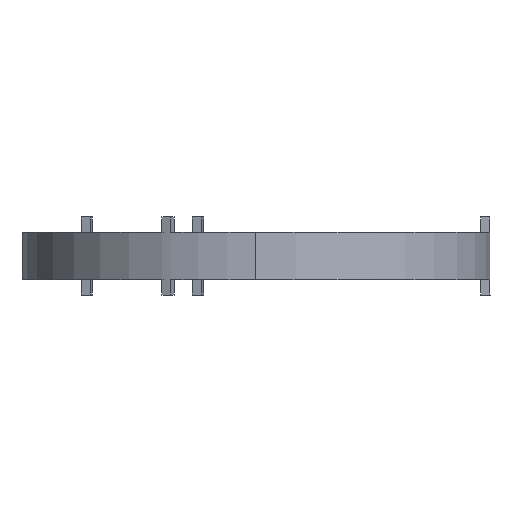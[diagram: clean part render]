
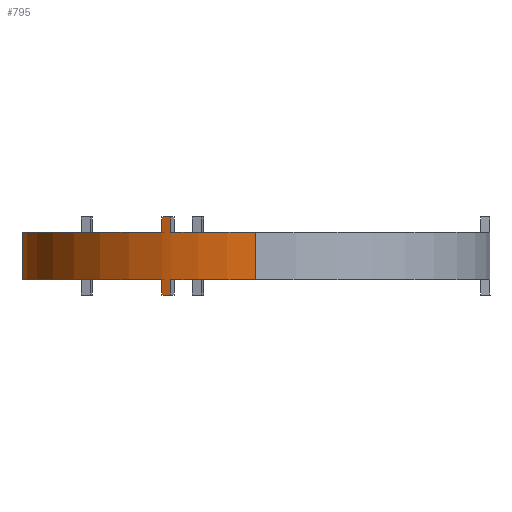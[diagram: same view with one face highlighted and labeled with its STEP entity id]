
A CAD part, left-side view. The second image highlights one B-rep face of the part: STEP entity #795.
In plain terms, the highlighted cylindrical face has radius 152.316 mm (diameter 304.632 mm), a partial arc.
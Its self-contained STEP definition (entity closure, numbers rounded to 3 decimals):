
#8 = CARTESIAN_POINT ( 'NONE',  ( -139.497, 61.162, 25.1 ) ) ;
#28 = ORIENTED_EDGE ( 'NONE', *, *, #1789, .T. ) ;
#69 = AXIS2_PLACEMENT_3D ( 'NONE', #1752, #1560, #1589 ) ;
#79 = DIRECTION ( 'NONE',  ( 0., 1., 0. ) ) ;
#80 = ORIENTED_EDGE ( 'NONE', *, *, #816, .F. ) ;
#95 = ORIENTED_EDGE ( 'NONE', *, *, #641, .F. ) ;
#117 = CARTESIAN_POINT ( 'NONE',  ( 0., 0., -15.7 ) ) ;
#159 = CARTESIAN_POINT ( 'NONE',  ( -139.497, 61.162, -25.7 ) ) ;
#172 = EDGE_CURVE ( 'NONE', #384, #995, #985, .T. ) ;
#192 = ORIENTED_EDGE ( 'NONE', *, *, #912, .F. ) ;
#226 = CARTESIAN_POINT ( 'NONE',  ( -141.887, 55.391, -15.7 ) ) ;
#253 = DIRECTION ( 'NONE',  ( 0., 0., -1. ) ) ;
#279 = VERTEX_POINT ( 'NONE', #2143 ) ;
#330 = EDGE_CURVE ( 'NONE', #1939, #808, #606, .T. ) ;
#384 = VERTEX_POINT ( 'NONE', #1121 ) ;
#426 = ORIENTED_EDGE ( 'NONE', *, *, #991, .T. ) ;
#431 = DIRECTION ( 'NONE',  ( 0., -1., 0. ) ) ;
#467 = ORIENTED_EDGE ( 'NONE', *, *, #1318, .T. ) ;
#512 = CIRCLE ( 'NONE', #1016, 152.316 ) ;
#526 = EDGE_CURVE ( 'NONE', #1939, #2117, #997, .T. ) ;
#528 = DIRECTION ( 'NONE',  ( -1., 0., 0. ) ) ;
#554 = VECTOR ( 'NONE', #1899, 1000. ) ;
#561 = CIRCLE ( 'NONE', #1075, 152.316 ) ;
#570 = VECTOR ( 'NONE', #975, 1000. ) ;
#606 = LINE ( 'NONE', #805, #2100 ) ;
#613 = AXIS2_PLACEMENT_3D ( 'NONE', #776, #1907, #79 ) ;
#641 = EDGE_CURVE ( 'NONE', #995, #1640, #1719, .T. ) ;
#646 = CIRCLE ( 'NONE', #613, 152.316 ) ;
#673 = CARTESIAN_POINT ( 'NONE',  ( -152.316, 0., 1237.139 ) ) ;
#689 = CARTESIAN_POINT ( 'NONE',  ( -139.497, 61.162, 15.1 ) ) ;
#716 = DIRECTION ( 'NONE',  ( 0., 0., -1. ) ) ;
#758 = CARTESIAN_POINT ( 'NONE',  ( -139.497, 61.162, -25.7 ) ) ;
#776 = CARTESIAN_POINT ( 'NONE',  ( 0., 0., 25.1 ) ) ;
#791 = CARTESIAN_POINT ( 'NONE',  ( -141.887, 55.391, -25.7 ) ) ;
#795 = ADVANCED_FACE ( 'NONE', ( #1182 ), #1146, .T. ) ;
#805 = CARTESIAN_POINT ( 'NONE',  ( 40.797, 146.75, 15.1 ) ) ;
#808 = VERTEX_POINT ( 'NONE', #1916 ) ;
#816 = EDGE_CURVE ( 'NONE', #279, #1305, #2228, .T. ) ;
#840 = DIRECTION ( 'NONE',  ( 0., 0., 1. ) ) ;
#858 = EDGE_CURVE ( 'NONE', #1598, #2117, #1854, .T. ) ;
#872 = LINE ( 'NONE', #758, #1512 ) ;
#885 = CARTESIAN_POINT ( 'NONE',  ( -139.497, 61.162, -15.7 ) ) ;
#897 = ORIENTED_EDGE ( 'NONE', *, *, #526, .F. ) ;
#912 = EDGE_CURVE ( 'NONE', #1640, #1992, #1662, .T. ) ;
#932 = DIRECTION ( 'NONE',  ( 0., 0., 1. ) ) ;
#975 = DIRECTION ( 'NONE',  ( 0., 0., -1. ) ) ;
#983 = DIRECTION ( 'NONE',  ( 0., 0., 1. ) ) ;
#985 = LINE ( 'NONE', #1693, #570 ) ;
#991 = EDGE_CURVE ( 'NONE', #279, #1427, #1247, .T. ) ;
#995 = VERTEX_POINT ( 'NONE', #2011 ) ;
#997 = CIRCLE ( 'NONE', #1562, 152.316 ) ;
#1016 = AXIS2_PLACEMENT_3D ( 'NONE', #1676, #2247, #1504 ) ;
#1056 = AXIS2_PLACEMENT_3D ( 'NONE', #1325, #2213, #2148 ) ;
#1075 = AXIS2_PLACEMENT_3D ( 'NONE', #117, #983, #1351 ) ;
#1087 = ORIENTED_EDGE ( 'NONE', *, *, #172, .F. ) ;
#1121 = CARTESIAN_POINT ( 'NONE',  ( -141.887, 55.391, 25.1 ) ) ;
#1126 = VERTEX_POINT ( 'NONE', #885 ) ;
#1131 = CARTESIAN_POINT ( 'NONE',  ( -152.316, 0., -15.7 ) ) ;
#1146 = CYLINDRICAL_SURFACE ( 'NONE', #1056, 152.316 ) ;
#1164 = VECTOR ( 'NONE', #1739, 1000. ) ;
#1182 = FACE_OUTER_BOUND ( 'NONE', #1231, .T. ) ;
#1213 = AXIS2_PLACEMENT_3D ( 'NONE', #1233, #716, #528 ) ;
#1231 = EDGE_LOOP ( 'NONE', ( #192, #95, #1087, #467, #1574, #897, #2136, #1928, #1494, #80, #426, #28 ) ) ;
#1233 = CARTESIAN_POINT ( 'NONE',  ( 0., 0., -25.7 ) ) ;
#1247 = LINE ( 'NONE', #791, #554 ) ;
#1269 = CARTESIAN_POINT ( 'NONE',  ( 40.797, 146.75, 15.1 ) ) ;
#1305 = VERTEX_POINT ( 'NONE', #159 ) ;
#1318 = EDGE_CURVE ( 'NONE', #384, #1598, #646, .T. ) ;
#1325 = CARTESIAN_POINT ( 'NONE',  ( 0., 0., 1237.139 ) ) ;
#1351 = DIRECTION ( 'NONE',  ( 0., -1., 0. ) ) ;
#1410 = CARTESIAN_POINT ( 'NONE',  ( -139.497, 61.162, 25.1 ) ) ;
#1427 = VERTEX_POINT ( 'NONE', #226 ) ;
#1494 = ORIENTED_EDGE ( 'NONE', *, *, #1734, .F. ) ;
#1504 = DIRECTION ( 'NONE',  ( 1., 0., 0. ) ) ;
#1512 = VECTOR ( 'NONE', #932, 1000. ) ;
#1536 = EDGE_CURVE ( 'NONE', #808, #1126, #561, .T. ) ;
#1560 = DIRECTION ( 'NONE',  ( 0., 0., 1. ) ) ;
#1562 = AXIS2_PLACEMENT_3D ( 'NONE', #2210, #840, #431 ) ;
#1574 = ORIENTED_EDGE ( 'NONE', *, *, #858, .T. ) ;
#1584 = VECTOR ( 'NONE', #1714, 1000. ) ;
#1589 = DIRECTION ( 'NONE',  ( 1., 0., 0. ) ) ;
#1598 = VERTEX_POINT ( 'NONE', #1410 ) ;
#1640 = VERTEX_POINT ( 'NONE', #1769 ) ;
#1662 = LINE ( 'NONE', #673, #1164 ) ;
#1676 = CARTESIAN_POINT ( 'NONE',  ( 0., 0., -15.7 ) ) ;
#1693 = CARTESIAN_POINT ( 'NONE',  ( -141.887, 55.391, 25.1 ) ) ;
#1714 = DIRECTION ( 'NONE',  ( 0., 0., -1. ) ) ;
#1719 = CIRCLE ( 'NONE', #69, 152.316 ) ;
#1734 = EDGE_CURVE ( 'NONE', #1305, #1126, #872, .T. ) ;
#1739 = DIRECTION ( 'NONE',  ( 0., 0., -1. ) ) ;
#1752 = CARTESIAN_POINT ( 'NONE',  ( 0., 0., 15.1 ) ) ;
#1769 = CARTESIAN_POINT ( 'NONE',  ( -152.316, 0., 15.1 ) ) ;
#1789 = EDGE_CURVE ( 'NONE', #1427, #1992, #512, .T. ) ;
#1854 = LINE ( 'NONE', #8, #1584 ) ;
#1899 = DIRECTION ( 'NONE',  ( 0., 0., 1. ) ) ;
#1907 = DIRECTION ( 'NONE',  ( 0., 0., -1. ) ) ;
#1916 = CARTESIAN_POINT ( 'NONE',  ( 40.797, 146.75, -15.7 ) ) ;
#1928 = ORIENTED_EDGE ( 'NONE', *, *, #1536, .T. ) ;
#1939 = VERTEX_POINT ( 'NONE', #1269 ) ;
#1992 = VERTEX_POINT ( 'NONE', #1131 ) ;
#2011 = CARTESIAN_POINT ( 'NONE',  ( -141.887, 55.391, 15.1 ) ) ;
#2100 = VECTOR ( 'NONE', #253, 1000. ) ;
#2117 = VERTEX_POINT ( 'NONE', #689 ) ;
#2136 = ORIENTED_EDGE ( 'NONE', *, *, #330, .T. ) ;
#2143 = CARTESIAN_POINT ( 'NONE',  ( -141.887, 55.391, -25.7 ) ) ;
#2148 = DIRECTION ( 'NONE',  ( -1., 0., 0. ) ) ;
#2210 = CARTESIAN_POINT ( 'NONE',  ( 0., 0., 15.1 ) ) ;
#2213 = DIRECTION ( 'NONE',  ( 0., 0., -1. ) ) ;
#2228 = CIRCLE ( 'NONE', #1213, 152.316 ) ;
#2247 = DIRECTION ( 'NONE',  ( 0., 0., 1. ) ) ;
